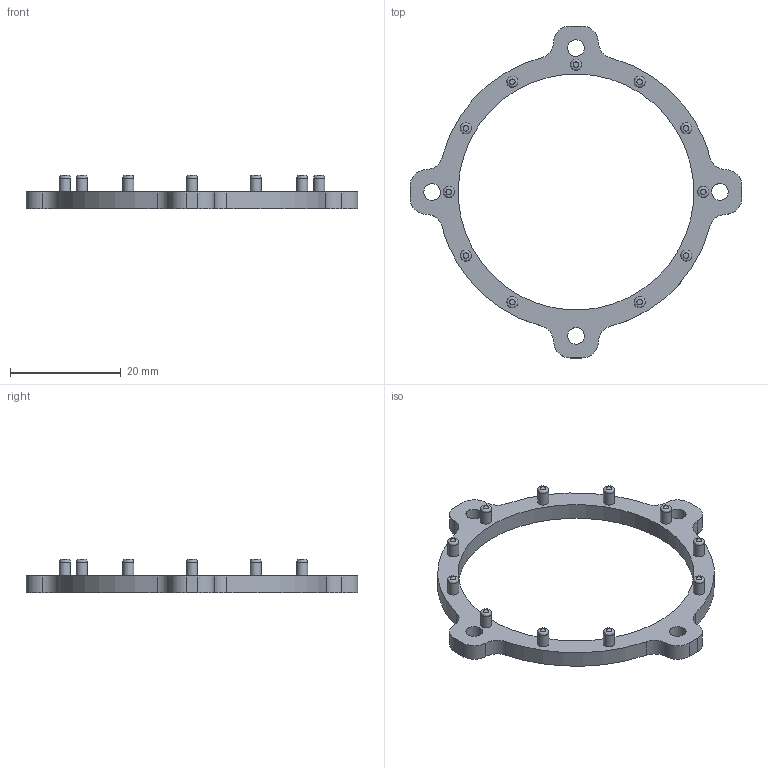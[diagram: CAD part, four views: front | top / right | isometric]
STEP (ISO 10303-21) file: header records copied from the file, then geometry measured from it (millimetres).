
FILE_DESCRIPTION(/* description */ (''),/* implementation_level */ '2;1');
FILE_NAME(/* name */ 'BearingConstrainer',/* time_stamp */ '2025-04-22T19:20:38+03:00',/* author */ (''),/* organization */ (''),/* preprocessor_version */ 'ST-DEVELOPER v16.5',/* originating_system */ 'Rhino 7.23',/* authorisation */ '');
FILE_SCHEMA (('CONFIG_CONTROL_DESIGN'));
Length unit declared in the file: millimetre
Products named in the file (1): Document
Bounding box: 60 x 60 x 6 mm (x, y, z)
Volume: 2114.6 mm3; surface area: 2595 mm2
Topology: 1 solids, 1 shells, 64 faces, 142 edges, 91 vertices
Faces by surface type: cylinder 31, plane 17, bspline 16
Full cylindrical faces by diameter (mm): 2 x11, 3 x4
Entity records: 2462 total; most frequent: CARTESIAN_POINT 1464, ORIENTED_EDGE 284, EDGE_CURVE 142, VERTEX_POINT 91, EDGE_LOOP 85, ADVANCED_FACE 64, FACE_OUTER_BOUND 64, DIRECTION 52
